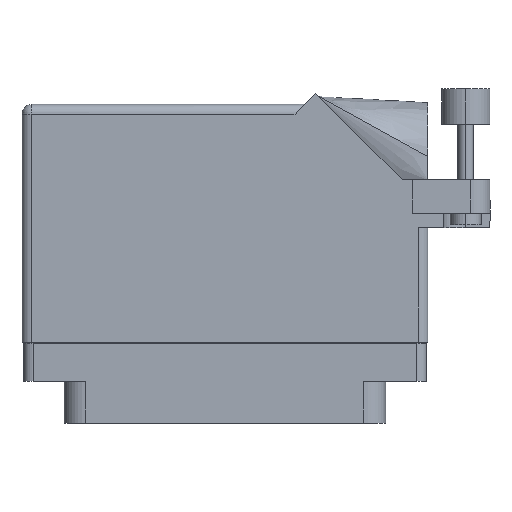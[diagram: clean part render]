
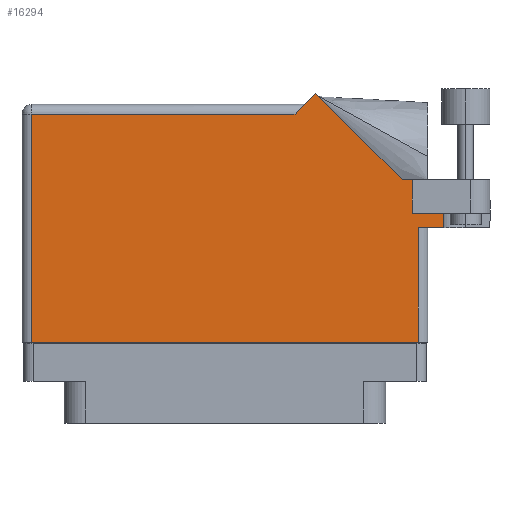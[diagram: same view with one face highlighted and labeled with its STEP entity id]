
A CAD part, front view. The second image highlights one B-rep face of the part: STEP entity #16294.
In plain terms, the highlighted face is planar.
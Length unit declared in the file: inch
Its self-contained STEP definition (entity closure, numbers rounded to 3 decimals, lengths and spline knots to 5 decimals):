
#91 = DIRECTION ( 'NONE',  ( -0.707, 0.707, 0. ) ) ;
#1056 = DIRECTION ( 'NONE',  ( 1., 0., 0. ) ) ;
#1089 = ORIENTED_EDGE ( 'NONE', *, *, #19203, .T. ) ;
#1307 = CARTESIAN_POINT ( 'NONE',  ( -1.306, -0.1, 0.455 ) ) ;
#2442 = ORIENTED_EDGE ( 'NONE', *, *, #5996, .T. ) ;
#2868 = LINE ( 'NONE', #9784, #47069 ) ;
#2932 = VECTOR ( 'NONE', #14988, 39.37008 ) ;
#3061 = LINE ( 'NONE', #9000, #10650 ) ;
#3175 = CARTESIAN_POINT ( 'NONE',  ( 1.206, 0.731, 0.455 ) ) ;
#3419 = DIRECTION ( 'NONE',  ( 0., -1., 0. ) ) ;
#4063 = LINE ( 'NONE', #38556, #51290 ) ;
#4694 = ORIENTED_EDGE ( 'NONE', *, *, #37315, .T. ) ;
#4756 = ORIENTED_EDGE ( 'NONE', *, *, #39716, .T. ) ;
#4862 = CARTESIAN_POINT ( 'NONE',  ( 0.451, 1.368, 0.455 ) ) ;
#4979 = DIRECTION ( 'NONE',  ( -0.707, -0.707, 0. ) ) ;
#5498 = CARTESIAN_POINT ( 'NONE',  ( 0.513, 1.43, 0.455 ) ) ;
#5996 = EDGE_CURVE ( 'NONE', #28553, #21393, #35189, .T. ) ;
#6236 = EDGE_CURVE ( 'NONE', #34944, #47187, #35136, .T. ) ;
#6547 = EDGE_CURVE ( 'NONE', #27289, #51218, #31955, .T. ) ;
#7554 = ORIENTED_EDGE ( 'NONE', *, *, #48986, .T. ) ;
#7819 = VECTOR ( 'NONE', #44816, 39.37008 ) ;
#8294 = EDGE_CURVE ( 'NONE', #21393, #34799, #4063, .T. ) ;
#8630 = LINE ( 'NONE', #24291, #21916 ) ;
#9000 = CARTESIAN_POINT ( 'NONE',  ( 1.706, 0.944, 0.455 ) ) ;
#9784 = CARTESIAN_POINT ( 'NONE',  ( 1.244, 0.637, 0.455 ) ) ;
#10650 = VECTOR ( 'NONE', #37274, 39.37008 ) ;
#11361 = CARTESIAN_POINT ( 'NONE',  ( -1.244, -0.1, 0.455 ) ) ;
#12202 = LINE ( 'NONE', #11361, #26762 ) ;
#12662 = EDGE_CURVE ( 'NONE', #51218, #47996, #2868, .T. ) ;
#12885 = CARTESIAN_POINT ( 'NONE',  ( 1.206, 0.731, 0.455 ) ) ;
#14160 = ORIENTED_EDGE ( 'NONE', *, *, #8294, .T. ) ;
#14835 = ORIENTED_EDGE ( 'NONE', *, *, #6236, .F. ) ;
#14988 = DIRECTION ( 'NONE',  ( 0., 1., 0. ) ) ;
#16294 = ADVANCED_FACE ( 'NONE', ( #36023 ), #22857, .F. ) ;
#16701 = LINE ( 'NONE', #20171, #7819 ) ;
#17746 = DIRECTION ( 'NONE',  ( -1., 0., 0. ) ) ;
#17949 = CARTESIAN_POINT ( 'NONE',  ( -1.244, -0.1, 0.455 ) ) ;
#18221 = LINE ( 'NONE', #39644, #37815 ) ;
#19203 = EDGE_CURVE ( 'NONE', #47484, #26774, #3061, .T. ) ;
#19358 = CARTESIAN_POINT ( 'NONE',  ( 0.58371, 1.50071, 0.455 ) ) ;
#20171 = CARTESIAN_POINT ( 'NONE',  ( 1.4075, 1.06177, 0.455 ) ) ;
#21393 = VERTEX_POINT ( 'NONE', #4862 ) ;
#21916 = VECTOR ( 'NONE', #91, 39.37008 ) ;
#22187 = CARTESIAN_POINT ( 'NONE',  ( 1.206, 0.944, 0.455 ) ) ;
#22857 = PLANE ( 'NONE',  #32628 ) ;
#23741 = VECTOR ( 'NONE', #41636, 39.37008 ) ;
#24291 = CARTESIAN_POINT ( 'NONE',  ( 1.14042, 0.944, 0.455 ) ) ;
#24464 = ORIENTED_EDGE ( 'NONE', *, *, #6547, .T. ) ;
#25560 = VERTEX_POINT ( 'NONE', #25966 ) ;
#25564 = ORIENTED_EDGE ( 'NONE', *, *, #31350, .F. ) ;
#25966 = CARTESIAN_POINT ( 'NONE',  ( 1.4075, 0.637, 0.455 ) ) ;
#26762 = VECTOR ( 'NONE', #3419, 39.37008 ) ;
#26774 = VERTEX_POINT ( 'NONE', #38646 ) ;
#26949 = DIRECTION ( 'NONE',  ( -1., 0., 0. ) ) ;
#27289 = VERTEX_POINT ( 'NONE', #17949 ) ;
#28553 = VERTEX_POINT ( 'NONE', #19358 ) ;
#29439 = LINE ( 'NONE', #3175, #2932 ) ;
#30549 = CARTESIAN_POINT ( 'NONE',  ( -1.244, 1.368, 0.455 ) ) ;
#31350 = EDGE_CURVE ( 'NONE', #47187, #25560, #16701, .T. ) ;
#31955 = LINE ( 'NONE', #1307, #23741 ) ;
#32272 = DIRECTION ( 'NONE',  ( 1., 0., 0. ) ) ;
#32628 = AXIS2_PLACEMENT_3D ( 'NONE', #50891, #51061, #26949 ) ;
#33306 = VECTOR ( 'NONE', #4979, 39.37008 ) ;
#34317 = CARTESIAN_POINT ( 'NONE',  ( 1.4075, 0.731, 0.455 ) ) ;
#34799 = VERTEX_POINT ( 'NONE', #30549 ) ;
#34944 = VERTEX_POINT ( 'NONE', #47103 ) ;
#34998 = EDGE_LOOP ( 'NONE', ( #24464, #38460, #7554, #25564, #14835, #4694, #1089, #41443, #2442, #14160, #4756 ) ) ;
#35136 = LINE ( 'NONE', #12885, #37667 ) ;
#35189 = LINE ( 'NONE', #5498, #33306 ) ;
#36023 = FACE_OUTER_BOUND ( 'NONE', #34998, .T. ) ;
#37274 = DIRECTION ( 'NONE',  ( -1., 0., 0. ) ) ;
#37315 = EDGE_CURVE ( 'NONE', #34944, #47484, #29439, .T. ) ;
#37667 = VECTOR ( 'NONE', #1056, 39.37008 ) ;
#37815 = VECTOR ( 'NONE', #32272, 39.37008 ) ;
#38187 = CARTESIAN_POINT ( 'NONE',  ( 1.244, 0.637, 0.455 ) ) ;
#38460 = ORIENTED_EDGE ( 'NONE', *, *, #12662, .T. ) ;
#38556 = CARTESIAN_POINT ( 'NONE',  ( -1.306, 1.368, 0.455 ) ) ;
#38646 = CARTESIAN_POINT ( 'NONE',  ( 1.14042, 0.944, 0.455 ) ) ;
#39644 = CARTESIAN_POINT ( 'NONE',  ( 1.306, 0.637, 0.455 ) ) ;
#39716 = EDGE_CURVE ( 'NONE', #34799, #27289, #12202, .T. ) ;
#41443 = ORIENTED_EDGE ( 'NONE', *, *, #50192, .T. ) ;
#41636 = DIRECTION ( 'NONE',  ( 1., 0., 0. ) ) ;
#44816 = DIRECTION ( 'NONE',  ( 0., -1., 0. ) ) ;
#45321 = CARTESIAN_POINT ( 'NONE',  ( 1.244, -0.1, 0.455 ) ) ;
#45788 = DIRECTION ( 'NONE',  ( 0., 1., 0. ) ) ;
#47069 = VECTOR ( 'NONE', #45788, 39.37008 ) ;
#47103 = CARTESIAN_POINT ( 'NONE',  ( 1.206, 0.731, 0.455 ) ) ;
#47187 = VERTEX_POINT ( 'NONE', #34317 ) ;
#47484 = VERTEX_POINT ( 'NONE', #22187 ) ;
#47996 = VERTEX_POINT ( 'NONE', #38187 ) ;
#48986 = EDGE_CURVE ( 'NONE', #47996, #25560, #18221, .T. ) ;
#50192 = EDGE_CURVE ( 'NONE', #26774, #28553, #8630, .T. ) ;
#50891 = CARTESIAN_POINT ( 'NONE',  ( -1.306, 1.43, 0.455 ) ) ;
#51061 = DIRECTION ( 'NONE',  ( 0., 0., -1. ) ) ;
#51218 = VERTEX_POINT ( 'NONE', #45321 ) ;
#51290 = VECTOR ( 'NONE', #17746, 39.37008 ) ;
